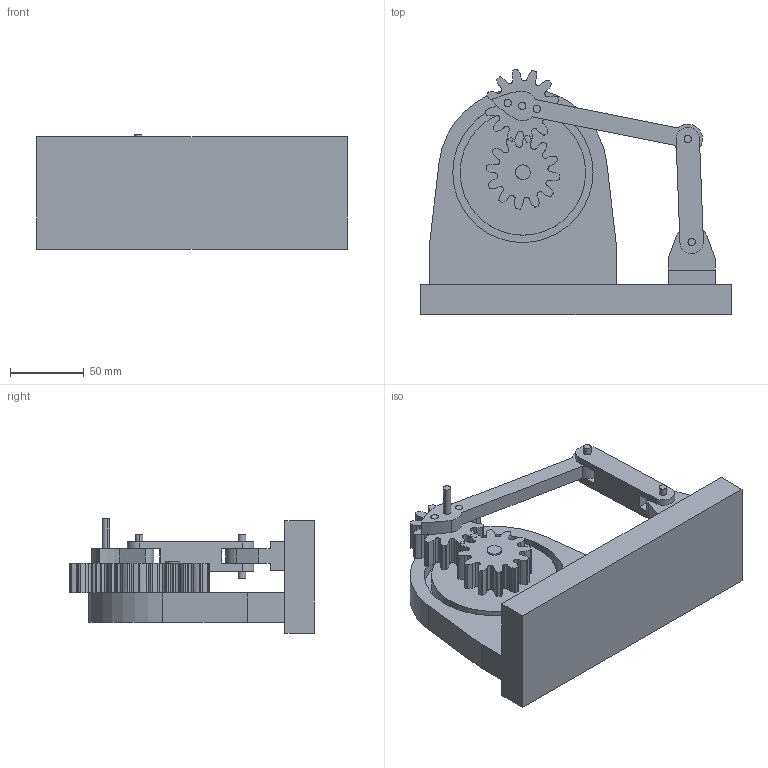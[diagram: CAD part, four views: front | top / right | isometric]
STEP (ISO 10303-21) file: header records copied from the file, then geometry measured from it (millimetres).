
FILE_DESCRIPTION((''),'2;1');
FILE_NAME('ASSEBLY_SUNPLANET_ASM','2017-10-04T20:58:52',('GKam'),(''),'CREO PARAMETRIC BY PTC INC, 2016510','CREO PARAMETRIC BY PTC INC, 2016510','');
FILE_SCHEMA(('AP242_MANAGED_MODEL_BASED_3D_ENGINEERING_MIM_LF { 1 0 10303 442 1 1 4 }'));
Length unit declared in the file: millimetre
Products named in the file (11): BASE_PLATE; BACK_PLATE; GEAR_A; ROCKER_BEARING; ROCKER; CONECTING_ROD; GEAR_B; PIN_; CRANK_HADLE; GEAR_A_AXLE; ASSEBLY_SUNPLANET_ASM
Assembly tree (13 placements, depth 2):
  ASSEBLY_SUNPLANET_ASM
    BASE_PLATE
    BACK_PLATE
    GEAR_A
    ROCKER_BEARING
    ROCKER
    CONECTING_ROD
    GEAR_B
    PIN_  x4
    CRANK_HADLE
    GEAR_A_AXLE
Bounding box: 210 x 165.88 x 77.29 mm (x, y, z)
Volume: 705298.8 mm3; surface area: 128660.4 mm2
Topology: 13 solids, 13 shells, 363 faces, 1033 edges, 732 vertices
Faces by surface type: cylinder 183, plane 108, extrusion 72
Entity records: 20112 total; most frequent: CARTESIAN_POINT 3248, DIRECTION 2064, ORIENTED_EDGE 1950, PRESENTATION_STYLE_ASSIGNMENT 1490, STYLED_ITEM 1485, CURVE_STYLE 1129, EDGE_CURVE 975, AXIS2_PLACEMENT_3D 748
